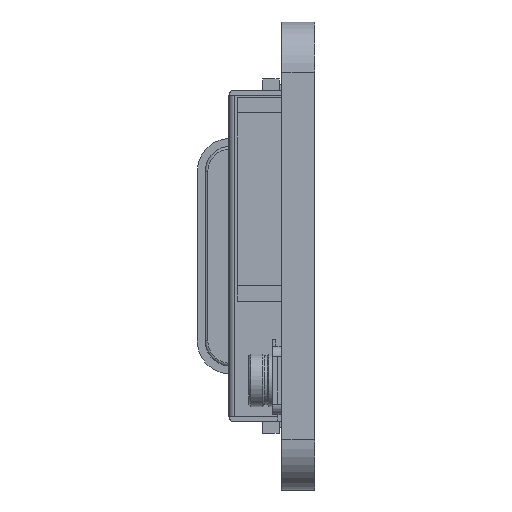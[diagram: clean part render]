
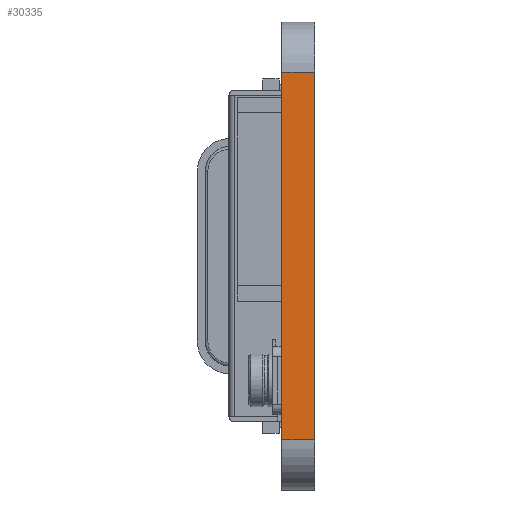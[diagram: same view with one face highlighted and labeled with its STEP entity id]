
A CAD part, left-side view. The second image highlights one B-rep face of the part: STEP entity #30335.
In plain terms, the highlighted planar face has unit normal (-1, 0, 0).
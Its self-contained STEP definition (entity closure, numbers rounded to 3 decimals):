
#2600=FACE_OUTER_BOUND('',#4306,.T.);
#4306=EDGE_LOOP('',(#22737,#22738,#22739,#22740));
#6430=LINE('',#43693,#9792);
#6489=LINE('',#43872,#9851);
#6759=LINE('',#44595,#10121);
#6760=LINE('',#44597,#10122);
#9792=VECTOR('',#36300,10.);
#9851=VECTOR('',#36427,10.);
#10121=VECTOR('',#37103,10.);
#10122=VECTOR('',#37106,10.);
#12973=VERTEX_POINT('',#43690);
#12974=VERTEX_POINT('',#43692);
#13059=VERTEX_POINT('',#43869);
#13060=VERTEX_POINT('',#43871);
#16340=EDGE_CURVE('',#12973,#12974,#6430,.T.);
#16428=EDGE_CURVE('',#13060,#13059,#6489,.T.);
#16793=EDGE_CURVE('',#13060,#12973,#6759,.T.);
#16794=EDGE_CURVE('',#13059,#12974,#6760,.T.);
#22737=ORIENTED_EDGE('',*,*,#16794,.T.);
#22738=ORIENTED_EDGE('',*,*,#16340,.F.);
#22739=ORIENTED_EDGE('',*,*,#16793,.F.);
#22740=ORIENTED_EDGE('',*,*,#16428,.T.);
#28745=PLANE('',#32791);
#30335=ADVANCED_FACE('',(#2600),#28745,.T.);
#32791=AXIS2_PLACEMENT_3D('',#44596,#37104,#37105);
#36300=DIRECTION('',(0.,0.,1.));
#36427=DIRECTION('',(0.,0.,1.));
#37103=DIRECTION('',(0.,1.,0.));
#37104=DIRECTION('center_axis',(-1.,0.,0.));
#37105=DIRECTION('ref_axis',(0.,0.,1.));
#37106=DIRECTION('',(0.,1.,0.));
#43690=CARTESIAN_POINT('',(-8.673,1.,-13.096));
#43692=CARTESIAN_POINT('',(-8.673,1.,0.874));
#43693=CARTESIAN_POINT('',(-8.673,1.,-13.096));
#43869=CARTESIAN_POINT('',(-8.673,-0.25,0.874));
#43871=CARTESIAN_POINT('',(-8.673,-0.25,-13.096));
#43872=CARTESIAN_POINT('',(-8.673,-0.25,-13.096));
#44595=CARTESIAN_POINT('',(-8.673,0.,-13.096));
#44596=CARTESIAN_POINT('Origin',(-8.673,0.,
-13.096));
#44597=CARTESIAN_POINT('',(-8.673,0.,0.874));
